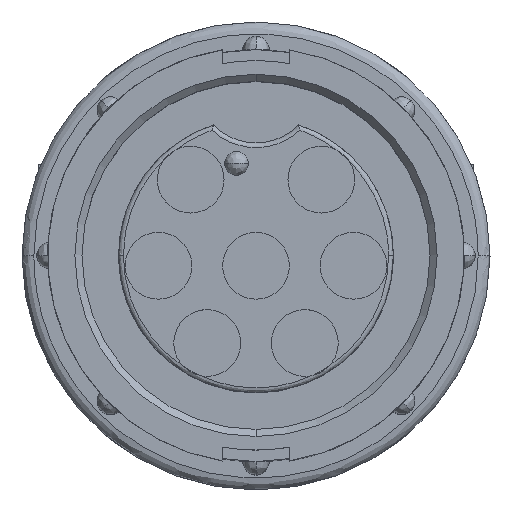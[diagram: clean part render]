
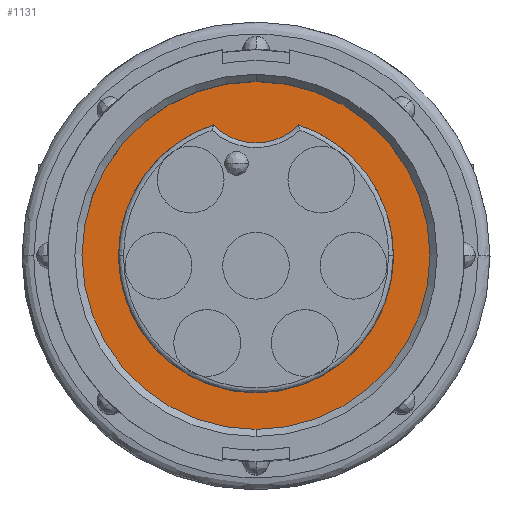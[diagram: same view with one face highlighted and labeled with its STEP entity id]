
A CAD part, top view. The second image highlights one B-rep face of the part: STEP entity #1131.
In plain terms, the highlighted planar face has unit normal (0, 0, 1).
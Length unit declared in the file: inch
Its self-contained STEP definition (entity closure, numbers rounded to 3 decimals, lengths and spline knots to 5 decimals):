
#7 = ORIENTED_EDGE ( 'NONE', *, *, #7357, .T. ) ;
#265 = CARTESIAN_POINT ( 'NONE',  ( 0., 0., -0.30566 ) ) ;
#656 = AXIS2_PLACEMENT_3D ( 'NONE', #2429, #7527, #3172 ) ;
#1017 = DIRECTION ( 'NONE',  ( 0., -1., 0. ) ) ;
#1131 = ADVANCED_FACE ( 'NONE', ( #6195, #2975 ), #5178, .T. ) ;
#1335 = AXIS2_PLACEMENT_3D ( 'NONE', #5943, #5935, #6005 ) ;
#1360 = VERTEX_POINT ( 'NONE', #4933 ) ;
#1364 = CARTESIAN_POINT ( 'NONE',  ( 0., 0.3625, -0.30566 ) ) ;
#1578 = CARTESIAN_POINT ( 'NONE',  ( 0., 0., -0.30566 ) ) ;
#1652 = EDGE_CURVE ( 'NONE', #2610, #7032, #9453, .T. ) ;
#2110 = DIRECTION ( 'NONE',  ( 0., -1., 0. ) ) ;
#2133 = CARTESIAN_POINT ( 'NONE',  ( 0., 0.2375, -0.30566 ) ) ;
#2316 = DIRECTION ( 'NONE',  ( 0., -1., 0. ) ) ;
#2403 = EDGE_CURVE ( 'NONE', #1360, #9186, #3875, .T. ) ;
#2429 = CARTESIAN_POINT ( 'NONE',  ( 0., 0., -0.30566 ) ) ;
#2580 = AXIS2_PLACEMENT_3D ( 'NONE', #1364, #6508, #2110 ) ;
#2595 = CARTESIAN_POINT ( 'NONE',  ( 0., 0.3675, -0.30565 ) ) ;
#2604 = AXIS2_PLACEMENT_3D ( 'NONE', #3803, #8915, #4555 ) ;
#2610 = VERTEX_POINT ( 'NONE', #2133 ) ;
#2759 = AXIS2_PLACEMENT_3D ( 'NONE', #265, #5428, #1017 ) ;
#2975 = FACE_BOUND ( 'NONE', #9228, .T. ) ;
#3172 = DIRECTION ( 'NONE',  ( 0., -1., 0. ) ) ;
#3191 = AXIS2_PLACEMENT_3D ( 'NONE', #4603, #3688, #6643 ) ;
#3279 = ORIENTED_EDGE ( 'NONE', *, *, #6447, .T. ) ;
#3419 = ORIENTED_EDGE ( 'NONE', *, *, #4013, .T. ) ;
#3552 = ORIENTED_EDGE ( 'NONE', *, *, #7012, .T. ) ;
#3688 = DIRECTION ( 'NONE',  ( 0., 0., 1. ) ) ;
#3803 = CARTESIAN_POINT ( 'NONE',  ( 0., 0., -0.30566 ) ) ;
#3875 = CIRCLE ( 'NONE', #2759, 0.29 ) ;
#3972 = CIRCLE ( 'NONE', #656, 0.3675 ) ;
#4013 = EDGE_CURVE ( 'NONE', #4107, #6653, #3972, .T. ) ;
#4107 = VERTEX_POINT ( 'NONE', #2595 ) ;
#4322 = CARTESIAN_POINT ( 'NONE',  ( -0.08995, 0.2757, -0.30566 ) ) ;
#4555 = DIRECTION ( 'NONE',  ( 0., -1., 0. ) ) ;
#4603 = CARTESIAN_POINT ( 'NONE',  ( 0., 0., -0.30566 ) ) ;
#4656 = CIRCLE ( 'NONE', #2604, 0.29 ) ;
#4808 = ORIENTED_EDGE ( 'NONE', *, *, #1652, .T. ) ;
#4933 = CARTESIAN_POINT ( 'NONE',  ( 0., -0.29, -0.30566 ) ) ;
#5178 = PLANE ( 'NONE',  #3191 ) ;
#5428 = DIRECTION ( 'NONE',  ( 0., 0., -1. ) ) ;
#5935 = DIRECTION ( 'NONE',  ( 0., 0., 1. ) ) ;
#5943 = CARTESIAN_POINT ( 'NONE',  ( 0., 0.3625, -0.30566 ) ) ;
#6005 = DIRECTION ( 'NONE',  ( 0., -1., 0. ) ) ;
#6195 = FACE_OUTER_BOUND ( 'NONE', #8168, .T. ) ;
#6447 = EDGE_CURVE ( 'NONE', #7032, #1360, #4656, .T. ) ;
#6508 = DIRECTION ( 'NONE',  ( 0., 0., 1. ) ) ;
#6643 = DIRECTION ( 'NONE',  ( 1., 0., 0. ) ) ;
#6653 = VERTEX_POINT ( 'NONE', #7826 ) ;
#6692 = DIRECTION ( 'NONE',  ( 0., 0., 1. ) ) ;
#6863 = AXIS2_PLACEMENT_3D ( 'NONE', #1578, #6692, #2316 ) ;
#6920 = ORIENTED_EDGE ( 'NONE', *, *, #2403, .T. ) ;
#7012 = EDGE_CURVE ( 'NONE', #6653, #4107, #7034, .T. ) ;
#7032 = VERTEX_POINT ( 'NONE', #7475 ) ;
#7034 = CIRCLE ( 'NONE', #6863, 0.3675 ) ;
#7134 = CIRCLE ( 'NONE', #2580, 0.125 ) ;
#7357 = EDGE_CURVE ( 'NONE', #9186, #2610, #7134, .T. ) ;
#7475 = CARTESIAN_POINT ( 'NONE',  ( 0.08995, 0.2757, -0.30566 ) ) ;
#7527 = DIRECTION ( 'NONE',  ( 0., 0., 1. ) ) ;
#7826 = CARTESIAN_POINT ( 'NONE',  ( 0., -0.3675, -0.30566 ) ) ;
#8168 = EDGE_LOOP ( 'NONE', ( #3552, #3419 ) ) ;
#8915 = DIRECTION ( 'NONE',  ( 0., 0., -1. ) ) ;
#9186 = VERTEX_POINT ( 'NONE', #4322 ) ;
#9228 = EDGE_LOOP ( 'NONE', ( #3279, #6920, #7, #4808 ) ) ;
#9453 = CIRCLE ( 'NONE', #1335, 0.125 ) ;
